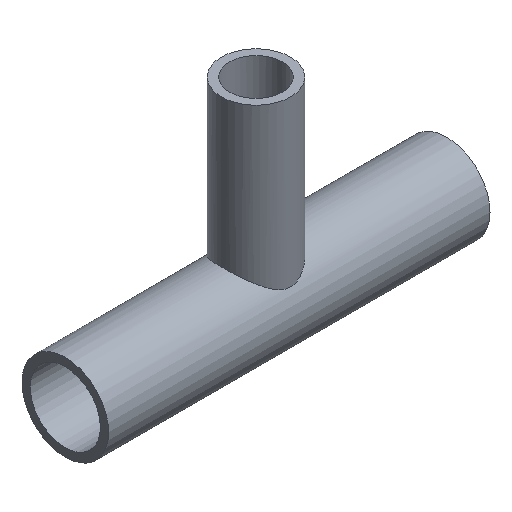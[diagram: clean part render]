
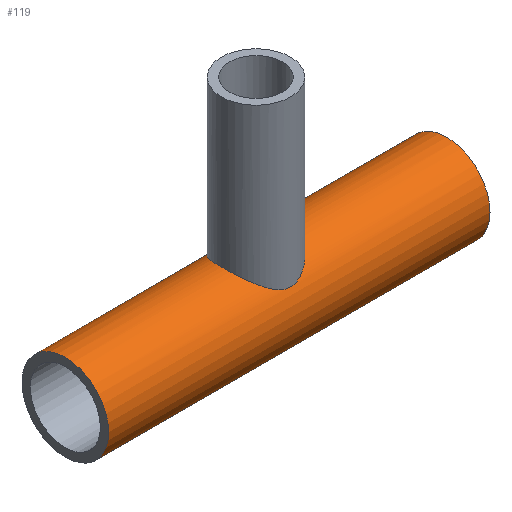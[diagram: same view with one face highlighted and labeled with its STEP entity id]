
A CAD part, isometric view. The second image highlights one B-rep face of the part: STEP entity #119.
In plain terms, the highlighted cylindrical face has radius 8.65 mm (diameter 17.3 mm), a full revolution.
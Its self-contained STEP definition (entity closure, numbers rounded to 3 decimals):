
#16=FACE_BOUND('',#35,.T.);
#26=FACE_OUTER_BOUND('',#34,.T.);
#34=EDGE_LOOP('',(#96,#97,#98,#99));
#35=EDGE_LOOP('',(#100,#101));
#44=B_SPLINE_CURVE_WITH_KNOTS('',3,(#245,#246,#247,#248,#249,#250,#251,
#252,#253,#254,#255,#256),.UNSPECIFIED.,.F.,.F.,(4,2,2,2,2,4),(0.,0.141,
0.283,0.565,0.84,1.114),
 .UNSPECIFIED.);
#45=B_SPLINE_CURVE_WITH_KNOTS('',3,(#257,#258,#259,#260,#261,#262,#263,
#264,#265,#266,#267,#268,#269,#270,#271,#272,#273,#274,#275,#276,#277,#278,
#279,#280,#281,#282,#283,#284,#285,#286,#287,#288),.UNSPECIFIED.,.F.,.F.,
(4,2,2,2,2,2,2,2,2,2,2,2,2,2,2,4),(1.114,1.388,1.662,
1.945,2.086,2.227,2.369,2.51,
2.793,3.067,3.341,3.615,3.889,
4.172,4.313,4.455),.UNSPECIFIED.);
#48=LINE('',#294,#52);
#52=VECTOR('',#174,8.65);
#56=CIRCLE('',#149,8.65);
#57=CIRCLE('',#150,8.65);
#64=VERTEX_POINT('',#242);
#65=VERTEX_POINT('',#244);
#66=VERTEX_POINT('',#291);
#67=VERTEX_POINT('',#293);
#76=EDGE_CURVE('',#65,#64,#44,.T.);
#77=EDGE_CURVE('',#64,#65,#45,.T.);
#78=EDGE_CURVE('',#66,#66,#56,.T.);
#79=EDGE_CURVE('',#66,#67,#48,.T.);
#80=EDGE_CURVE('',#67,#67,#57,.T.);
#96=ORIENTED_EDGE('',*,*,#78,.F.);
#97=ORIENTED_EDGE('',*,*,#79,.T.);
#98=ORIENTED_EDGE('',*,*,#80,.F.);
#99=ORIENTED_EDGE('',*,*,#79,.F.);
#100=ORIENTED_EDGE('',*,*,#76,.T.);
#101=ORIENTED_EDGE('',*,*,#77,.T.);
#114=CYLINDRICAL_SURFACE('',#148,8.65);
#119=ADVANCED_FACE('',(#26,#16),#114,.T.);
#148=AXIS2_PLACEMENT_3D('',#290,#170,#171);
#149=AXIS2_PLACEMENT_3D('',#292,#172,#173);
#150=AXIS2_PLACEMENT_3D('',#295,#175,#176);
#170=DIRECTION('center_axis',(1.,0.,0.));
#171=DIRECTION('ref_axis',(0.,1.,0.));
#172=DIRECTION('center_axis',(1.,0.,0.));
#173=DIRECTION('ref_axis',(0.,1.,0.));
#174=DIRECTION('',(-1.,0.,0.));
#175=DIRECTION('center_axis',(-1.,0.,0.));
#176=DIRECTION('ref_axis',(0.,1.,0.));
#242=CARTESIAN_POINT('',(-6.9,0.,8.65));
#244=CARTESIAN_POINT('',(0.,-6.9,5.217));
#245=CARTESIAN_POINT('Ctrl Pts',(0.,-6.9,5.217));
#246=CARTESIAN_POINT('Ctrl Pts',(-0.471,-6.9,5.217));
#247=CARTESIAN_POINT('Ctrl Pts',(-0.939,-6.851,5.282));
#248=CARTESIAN_POINT('Ctrl Pts',(-1.845,-6.665,5.516));
#249=CARTESIAN_POINT('Ctrl Pts',(-2.283,-6.527,5.682));
#250=CARTESIAN_POINT('Ctrl Pts',(-3.533,-5.996,6.257));
#251=CARTESIAN_POINT('Ctrl Pts',(-4.279,-5.479,6.733));
#252=CARTESIAN_POINT('Ctrl Pts',(-5.461,-4.297,7.54));
#253=CARTESIAN_POINT('Ctrl Pts',(-5.987,-3.55,7.938));
#254=CARTESIAN_POINT('Ctrl Pts',(-6.708,-1.859,8.495));
#255=CARTESIAN_POINT('Ctrl Pts',(-6.9,-0.914,8.65));
#256=CARTESIAN_POINT('Ctrl Pts',(-6.9,0.,8.65));
#257=CARTESIAN_POINT('Ctrl Pts',(-6.9,0.,8.65));
#258=CARTESIAN_POINT('Ctrl Pts',(-6.9,0.914,8.65));
#259=CARTESIAN_POINT('Ctrl Pts',(-6.708,1.859,8.495));
#260=CARTESIAN_POINT('Ctrl Pts',(-5.987,3.55,7.938));
#261=CARTESIAN_POINT('Ctrl Pts',(-5.461,4.297,7.54));
#262=CARTESIAN_POINT('Ctrl Pts',(-4.279,5.479,6.733));
#263=CARTESIAN_POINT('Ctrl Pts',(-3.533,5.996,6.257));
#264=CARTESIAN_POINT('Ctrl Pts',(-2.283,6.527,5.682));
#265=CARTESIAN_POINT('Ctrl Pts',(-1.845,6.665,5.516));
#266=CARTESIAN_POINT('Ctrl Pts',(-0.939,6.851,5.282));
#267=CARTESIAN_POINT('Ctrl Pts',(-0.471,6.9,5.217));
#268=CARTESIAN_POINT('Ctrl Pts',(0.471,6.9,5.217));
#269=CARTESIAN_POINT('Ctrl Pts',(0.939,6.851,5.282));
#270=CARTESIAN_POINT('Ctrl Pts',(1.845,6.665,5.516));
#271=CARTESIAN_POINT('Ctrl Pts',(2.283,6.527,5.682));
#272=CARTESIAN_POINT('Ctrl Pts',(3.533,5.996,6.257));
#273=CARTESIAN_POINT('Ctrl Pts',(4.279,5.479,6.733));
#274=CARTESIAN_POINT('Ctrl Pts',(5.461,4.297,7.54));
#275=CARTESIAN_POINT('Ctrl Pts',(5.987,3.55,7.938));
#276=CARTESIAN_POINT('Ctrl Pts',(6.708,1.859,8.495));
#277=CARTESIAN_POINT('Ctrl Pts',(6.9,0.914,8.65));
#278=CARTESIAN_POINT('Ctrl Pts',(6.9,-0.914,8.65));
#279=CARTESIAN_POINT('Ctrl Pts',(6.708,-1.859,8.495));
#280=CARTESIAN_POINT('Ctrl Pts',(5.987,-3.55,7.938));
#281=CARTESIAN_POINT('Ctrl Pts',(5.461,-4.297,7.54));
#282=CARTESIAN_POINT('Ctrl Pts',(4.279,-5.479,6.733));
#283=CARTESIAN_POINT('Ctrl Pts',(3.533,-5.996,6.257));
#284=CARTESIAN_POINT('Ctrl Pts',(2.283,-6.527,5.682));
#285=CARTESIAN_POINT('Ctrl Pts',(1.845,-6.665,5.516));
#286=CARTESIAN_POINT('Ctrl Pts',(0.939,-6.851,5.282));
#287=CARTESIAN_POINT('Ctrl Pts',(0.471,-6.9,5.217));
#288=CARTESIAN_POINT('Ctrl Pts',(0.,-6.9,5.217));
#290=CARTESIAN_POINT('Origin',(0.,0.,0.));
#291=CARTESIAN_POINT('',(38.1,-8.65,0.));
#292=CARTESIAN_POINT('Origin',(38.1,0.,0.));
#293=CARTESIAN_POINT('',(-38.1,-8.65,0.));
#294=CARTESIAN_POINT('',(0.,-8.65,0.));
#295=CARTESIAN_POINT('Origin',(-38.1,0.,0.));
